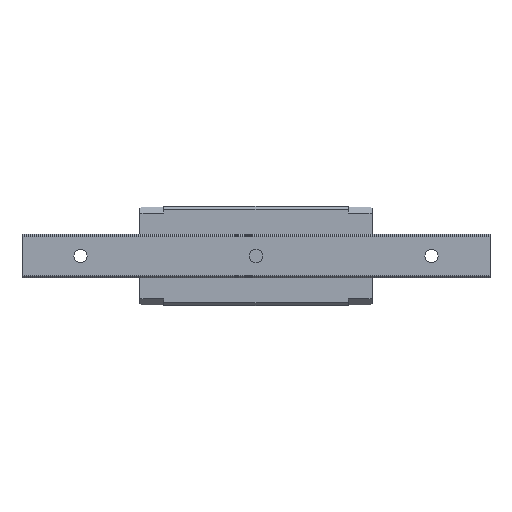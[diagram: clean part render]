
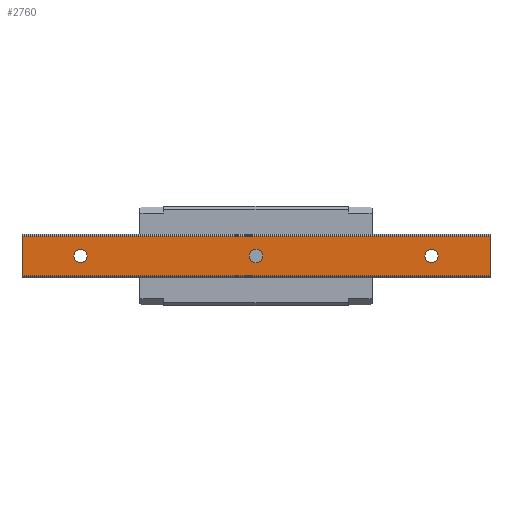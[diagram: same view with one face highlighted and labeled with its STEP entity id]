
A CAD part, front view. The second image highlights one B-rep face of the part: STEP entity #2760.
In plain terms, the highlighted planar face has unit normal (0, -1, 0).
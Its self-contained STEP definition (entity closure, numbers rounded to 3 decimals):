
#1168 = EDGE_CURVE( '', #1388, #2492, #3208, .T. );
#1276 = VERTEX_POINT( '', #3327 );
#1308 = EDGE_CURVE( '', #1676, #1510, #3361, .T. );
#1370 = EDGE_CURVE( '', #2656, #2644, #3430, .T. );
#1388 = VERTEX_POINT( '', #3451 );
#1460 = VERTEX_POINT( '', #3531 );
#1510 = VERTEX_POINT( '', #3582 );
#1544 = EDGE_CURVE( '', #2684, #2250, #3617, .T. );
#1676 = VERTEX_POINT( '', #3769 );
#1824 = EDGE_CURVE( '', #2644, #2656, #3936, .T. );
#2098 = EDGE_CURVE( '', #2492, #1388, #4234, .T. );
#2250 = VERTEX_POINT( '', #4407 );
#2430 = EDGE_CURVE( '', #1510, #1676, #4599, .T. );
#2492 = VERTEX_POINT( '', #4672 );
#2644 = VERTEX_POINT( '', #4834 );
#2656 = VERTEX_POINT( '', #4846 );
#2684 = VERTEX_POINT( '', #4879 );
#2760 = ADVANCED_FACE( '', ( #4958, #4959, #4960, #4961 ), #4962, .T. );
#2884 = EDGE_CURVE( '', #1460, #2684, #5098, .T. );
#2978 = EDGE_CURVE( '', #1460, #1276, #5202, .T. );
#3022 = EDGE_CURVE( '', #2250, #1276, #5253, .T. );
#3208 = CIRCLE( '', #5500, 2.25 );
#3327 = CARTESIAN_POINT( '', ( 140., 0., 6.786 ) );
#3361 = CIRCLE( '', #5704, 2.25 );
#3430 = CIRCLE( '', #5803, 2.25 );
#3451 = CARTESIAN_POINT( '', ( 2.25, 0., 0. ) );
#3531 = CARTESIAN_POINT( '', ( -20., 0., 6.786 ) );
#3582 = CARTESIAN_POINT( '', ( 122.25, 0., 0. ) );
#3617 = LINE( '', #6060, #6061 );
#3769 = CARTESIAN_POINT( '', ( 117.75, 0., 0. ) );
#3936 = CIRCLE( '', #6486, 2.25 );
#4234 = CIRCLE( '', #6902, 2.25 );
#4407 = CARTESIAN_POINT( '', ( 140., 0., -6.786 ) );
#4599 = CIRCLE( '', #7412, 2.25 );
#4672 = CARTESIAN_POINT( '', ( -2.25, 0., 0. ) );
#4834 = CARTESIAN_POINT( '', ( 62.25, 0., 0. ) );
#4846 = CARTESIAN_POINT( '', ( 57.75, 0., 0. ) );
#4879 = CARTESIAN_POINT( '', ( -20., 0., -6.786 ) );
#4958 = FACE_BOUND( '', #7891, .T. );
#4959 = FACE_BOUND( '', #7892, .T. );
#4960 = FACE_BOUND( '', #7893, .T. );
#4961 = FACE_OUTER_BOUND( '', #7894, .T. );
#4962 = PLANE( '', #7895 );
#5098 = LINE( '', #8086, #8087 );
#5202 = LINE( '', #8222, #8223 );
#5253 = LINE( '', #8287, #8288 );
#5500 = AXIS2_PLACEMENT_3D( '', #8502, #8503, #8504 );
#5704 = AXIS2_PLACEMENT_3D( '', #8689, #8690, #8691 );
#5803 = AXIS2_PLACEMENT_3D( '', #8765, #8766, #8767 );
#6060 = CARTESIAN_POINT( '', ( -20., 0., -6.786 ) );
#6061 = VECTOR( '', #8945, 1. );
#6486 = AXIS2_PLACEMENT_3D( '', #9402, #9403, #9404 );
#6902 = AXIS2_PLACEMENT_3D( '', #9707, #9708, #9709 );
#7412 = AXIS2_PLACEMENT_3D( '', #10114, #10115, #10116 );
#7891 = EDGE_LOOP( '', ( #10508, #10509 ) );
#7892 = EDGE_LOOP( '', ( #10510, #10511 ) );
#7893 = EDGE_LOOP( '', ( #10512, #10513 ) );
#7894 = EDGE_LOOP( '', ( #10514, #10515, #10516, #10517 ) );
#7895 = AXIS2_PLACEMENT_3D( '', #10518, #10519, #10520 );
#8086 = CARTESIAN_POINT( '', ( -20., 0., 6.786 ) );
#8087 = VECTOR( '', #10669, 1. );
#8222 = CARTESIAN_POINT( '', ( -20., 0., 6.786 ) );
#8223 = VECTOR( '', #10768, 1. );
#8287 = CARTESIAN_POINT( '', ( 140., 0., 6.786 ) );
#8288 = VECTOR( '', #10831, 1. );
#8502 = CARTESIAN_POINT( '', ( 0., 0., 0. ) );
#8503 = DIRECTION( '', ( 0., 1., 0. ) );
#8504 = DIRECTION( '', ( 1., 0., 0. ) );
#8689 = CARTESIAN_POINT( '', ( 120., 0., 0. ) );
#8690 = DIRECTION( '', ( 0., 1., 0. ) );
#8691 = DIRECTION( '', ( 1., 0., 0. ) );
#8765 = CARTESIAN_POINT( '', ( 60., 0., 0. ) );
#8766 = DIRECTION( '', ( 0., 1., 0. ) );
#8767 = DIRECTION( '', ( 1., 0., 0. ) );
#8945 = DIRECTION( '', ( 1., 0., 0. ) );
#9402 = CARTESIAN_POINT( '', ( 60., 0., 0. ) );
#9403 = DIRECTION( '', ( 0., 1., 0. ) );
#9404 = DIRECTION( '', ( 1., 0., 0. ) );
#9707 = CARTESIAN_POINT( '', ( 0., 0., 0. ) );
#9708 = DIRECTION( '', ( 0., 1., 0. ) );
#9709 = DIRECTION( '', ( 1., 0., 0. ) );
#10114 = CARTESIAN_POINT( '', ( 120., 0., 0. ) );
#10115 = DIRECTION( '', ( 0., 1., 0. ) );
#10116 = DIRECTION( '', ( 1., 0., 0. ) );
#10508 = ORIENTED_EDGE( '', *, *, #1824, .T. );
#10509 = ORIENTED_EDGE( '', *, *, #1370, .T. );
#10510 = ORIENTED_EDGE( '', *, *, #2430, .T. );
#10511 = ORIENTED_EDGE( '', *, *, #1308, .T. );
#10512 = ORIENTED_EDGE( '', *, *, #1168, .T. );
#10513 = ORIENTED_EDGE( '', *, *, #2098, .T. );
#10514 = ORIENTED_EDGE( '', *, *, #3022, .T. );
#10515 = ORIENTED_EDGE( '', *, *, #2978, .F. );
#10516 = ORIENTED_EDGE( '', *, *, #2884, .T. );
#10517 = ORIENTED_EDGE( '', *, *, #1544, .T. );
#10518 = CARTESIAN_POINT( '', ( -20., 0., -6.786 ) );
#10519 = DIRECTION( '', ( 0., -1., 0. ) );
#10520 = DIRECTION( '', ( 0., 0., -1. ) );
#10669 = DIRECTION( '', ( 0., 0., -1. ) );
#10768 = DIRECTION( '', ( 1., 0., 0. ) );
#10831 = DIRECTION( '', ( 0., 0., 1. ) );
